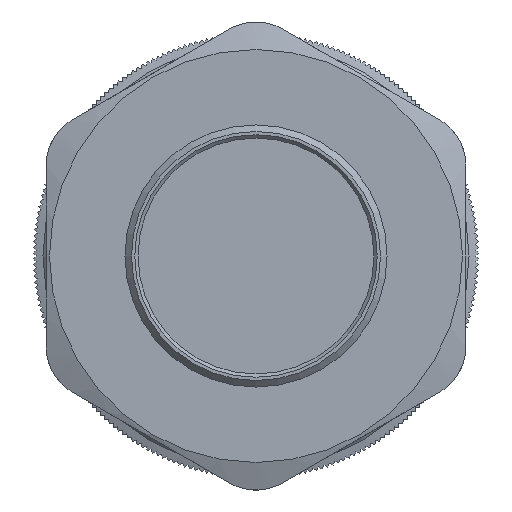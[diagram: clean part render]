
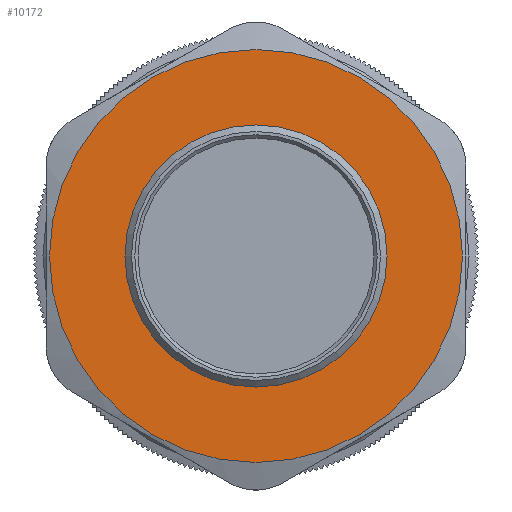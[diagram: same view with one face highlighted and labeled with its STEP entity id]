
A CAD part, front view. The second image highlights one B-rep face of the part: STEP entity #10172.
In plain terms, the highlighted planar face has unit normal (0, -1, 0).
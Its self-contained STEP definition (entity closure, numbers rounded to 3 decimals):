
#2039=FACE_BOUND('',#3585,.T.);
#3066=FACE_OUTER_BOUND('',#3584,.T.);
#3584=EDGE_LOOP('',(#9164));
#3585=EDGE_LOOP('',(#9165));
#3604=CIRCLE('',#10712,31.5);
#3608=CIRCLE('',#10731,19.25);
#4602=VERTEX_POINT('',#17280);
#4617=VERTEX_POINT('',#17408);
#6103=EDGE_CURVE('',#4602,#4602,#3604,.T.);
#6132=EDGE_CURVE('',#4617,#4617,#3608,.T.);
#9164=ORIENTED_EDGE('',*,*,#6103,.F.);
#9165=ORIENTED_EDGE('',*,*,#6132,.T.);
#9658=PLANE('',#10732);
#10172=ADVANCED_FACE('',(#3066,#2039),#9658,.T.);
#10712=AXIS2_PLACEMENT_3D('',#17282,#12261,#12262);
#10731=AXIS2_PLACEMENT_3D('',#17409,#12311,#12312);
#10732=AXIS2_PLACEMENT_3D('',#17411,#12314,#12315);
#12261=DIRECTION('center_axis',(0.,1.,0.));
#12262=DIRECTION('ref_axis',(1.,0.,0.));
#12311=DIRECTION('center_axis',(0.,1.,0.));
#12312=DIRECTION('ref_axis',(1.,0.,0.));
#12314=DIRECTION('center_axis',(0.,-1.,0.));
#12315=DIRECTION('ref_axis',(0.,0.,-1.));
#17280=CARTESIAN_POINT('',(20.761,4.555,0.));
#17282=CARTESIAN_POINT('Origin',(-10.739,4.555,0.));
#17408=CARTESIAN_POINT('',(8.511,4.555,0.));
#17409=CARTESIAN_POINT('Origin',(-10.739,4.555,0.));
#17411=CARTESIAN_POINT('Origin',(-42.239,4.555,0.));
